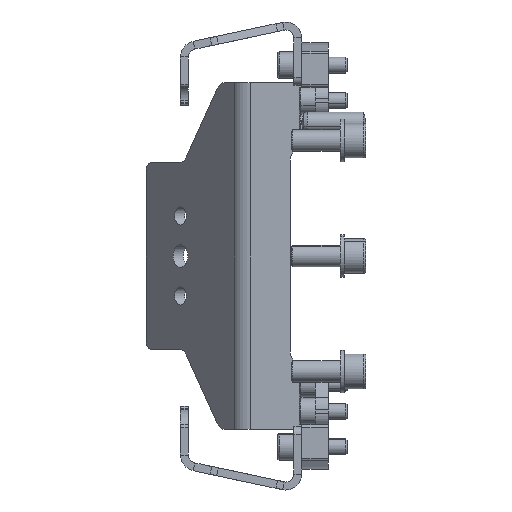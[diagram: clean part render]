
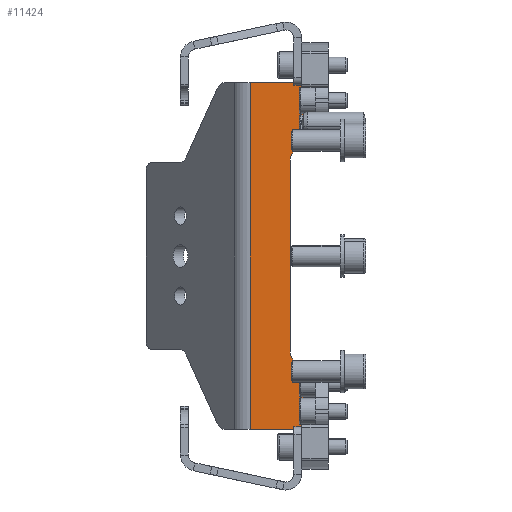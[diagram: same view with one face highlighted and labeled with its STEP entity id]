
A CAD part, front view. The second image highlights one B-rep face of the part: STEP entity #11424.
In plain terms, the highlighted planar face has unit normal (0, -1, 0).
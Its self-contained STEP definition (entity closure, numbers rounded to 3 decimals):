
#39 = ORIENTED_EDGE ( 'NONE', *, *, #5624, .F. ) ;
#383 = DIRECTION ( 'NONE',  ( -1., 0., 0. ) ) ;
#601 = LINE ( 'NONE', #3028, #4039 ) ;
#1124 = VERTEX_POINT ( 'NONE', #11531 ) ;
#1361 = VERTEX_POINT ( 'NONE', #6095 ) ;
#1390 = LINE ( 'NONE', #3768, #6719 ) ;
#1919 = ORIENTED_EDGE ( 'NONE', *, *, #1964, .T. ) ;
#1936 = ORIENTED_EDGE ( 'NONE', *, *, #11536, .T. ) ;
#1964 = EDGE_CURVE ( 'NONE', #3880, #9783, #4603, .T. ) ;
#1996 = VERTEX_POINT ( 'NONE', #3769 ) ;
#2020 = DIRECTION ( 'NONE',  ( 0., 1., 0. ) ) ;
#2095 = ORIENTED_EDGE ( 'NONE', *, *, #13898, .T. ) ;
#2179 = DIRECTION ( 'NONE',  ( -1., 0., 0. ) ) ;
#2386 = PLANE ( 'NONE',  #10247 ) ;
#2462 = FACE_OUTER_BOUND ( 'NONE', #9002, .T. ) ;
#2618 = DIRECTION ( 'NONE',  ( 0., 1., 0. ) ) ;
#2855 = EDGE_CURVE ( 'NONE', #9545, #6487, #10368, .T. ) ;
#2931 = CARTESIAN_POINT ( 'NONE',  ( 1615., 85., 1950. ) ) ;
#3028 = CARTESIAN_POINT ( 'NONE',  ( 1590.73, 85., 1820. ) ) ;
#3147 = DIRECTION ( 'NONE',  ( 1., 0., 0. ) ) ;
#3568 = DIRECTION ( 'NONE',  ( 0., 1., 0. ) ) ;
#3768 = CARTESIAN_POINT ( 'NONE',  ( 1612., 85., 1820. ) ) ;
#3769 = CARTESIAN_POINT ( 'NONE',  ( 1612., 85., 1844. ) ) ;
#3836 = CARTESIAN_POINT ( 'NONE',  ( 1605.73, 85., 1820. ) ) ;
#3880 = VERTEX_POINT ( 'NONE', #9540 ) ;
#4039 = VECTOR ( 'NONE', #4210, 1000. ) ;
#4210 = DIRECTION ( 'NONE',  ( 0., 0., 1. ) ) ;
#4264 = CARTESIAN_POINT ( 'NONE',  ( 1605.73, 85., 1849. ) ) ;
#4603 = LINE ( 'NONE', #6102, #13517 ) ;
#4751 = EDGE_CURVE ( 'NONE', #8542, #3880, #9605, .T. ) ;
#4938 = CARTESIAN_POINT ( 'NONE',  ( 1612., 85., 1926. ) ) ;
#4941 = DIRECTION ( 'NONE',  ( 0., 0., 1. ) ) ;
#5624 = EDGE_CURVE ( 'NONE', #6894, #10838, #601, .T. ) ;
#5625 = ORIENTED_EDGE ( 'NONE', *, *, #14446, .F. ) ;
#5860 = VECTOR ( 'NONE', #11059, 1000. ) ;
#6095 = CARTESIAN_POINT ( 'NONE',  ( 1612., 85., 1820. ) ) ;
#6102 = CARTESIAN_POINT ( 'NONE',  ( 1615., 85., 1926. ) ) ;
#6256 = LINE ( 'NONE', #13135, #12072 ) ;
#6275 = DIRECTION ( 'NONE',  ( 0., 0., 1. ) ) ;
#6487 = VERTEX_POINT ( 'NONE', #4264 ) ;
#6719 = VECTOR ( 'NONE', #4941, 1000. ) ;
#6792 = VECTOR ( 'NONE', #2179, 1000. ) ;
#6894 = VERTEX_POINT ( 'NONE', #7540 ) ;
#7540 = CARTESIAN_POINT ( 'NONE',  ( 1590.73, 85., 1820. ) ) ;
#7857 = CARTESIAN_POINT ( 'NONE',  ( 1610.73, 85., 1844. ) ) ;
#8542 = VERTEX_POINT ( 'NONE', #11937 ) ;
#8970 = CARTESIAN_POINT ( 'NONE',  ( 1610.73, 85., 1921. ) ) ;
#9002 = EDGE_LOOP ( 'NONE', ( #2095, #14249, #1919, #13600, #9604, #39, #5625, #1936, #12475, #13712 ) ) ;
#9540 = CARTESIAN_POINT ( 'NONE',  ( 1610.73, 85., 1926. ) ) ;
#9545 = VERTEX_POINT ( 'NONE', #7857 ) ;
#9598 = CARTESIAN_POINT ( 'NONE',  ( 1610.73, 85., 1849. ) ) ;
#9604 = ORIENTED_EDGE ( 'NONE', *, *, #15043, .T. ) ;
#9605 = CIRCLE ( 'NONE', #13295, 5. ) ;
#9783 = VERTEX_POINT ( 'NONE', #4938 ) ;
#10067 = LINE ( 'NONE', #13253, #13190 ) ;
#10142 = DIRECTION ( 'NONE',  ( 1., 0., 0. ) ) ;
#10247 = AXIS2_PLACEMENT_3D ( 'NONE', #10511, #3568, #11692 ) ;
#10310 = CARTESIAN_POINT ( 'NONE',  ( 1615., 85., 1844. ) ) ;
#10368 = CIRCLE ( 'NONE', #11133, 5. ) ;
#10511 = CARTESIAN_POINT ( 'NONE',  ( 1615., 85., 1820. ) ) ;
#10748 = DIRECTION ( 'NONE',  ( 1., 0., 0. ) ) ;
#10838 = VERTEX_POINT ( 'NONE', #13857 ) ;
#11059 = DIRECTION ( 'NONE',  ( -1., 0., 0. ) ) ;
#11133 = AXIS2_PLACEMENT_3D ( 'NONE', #9598, #2618, #10748 ) ;
#11424 = ADVANCED_FACE ( 'NONE', ( #2462 ), #2386, .F. ) ;
#11531 = CARTESIAN_POINT ( 'NONE',  ( 1612., 85., 1950. ) ) ;
#11536 = EDGE_CURVE ( 'NONE', #1361, #1996, #1390, .T. ) ;
#11692 = DIRECTION ( 'NONE',  ( 1., 0., 0. ) ) ;
#11937 = CARTESIAN_POINT ( 'NONE',  ( 1605.73, 85., 1921. ) ) ;
#11963 = DIRECTION ( 'NONE',  ( 0., 0., 1. ) ) ;
#12040 = LINE ( 'NONE', #2931, #5860 ) ;
#12072 = VECTOR ( 'NONE', #383, 1000. ) ;
#12475 = ORIENTED_EDGE ( 'NONE', *, *, #14180, .T. ) ;
#12993 = LINE ( 'NONE', #10310, #6792 ) ;
#13135 = CARTESIAN_POINT ( 'NONE',  ( 1615., 85., 1820. ) ) ;
#13190 = VECTOR ( 'NONE', #6275, 1000. ) ;
#13253 = CARTESIAN_POINT ( 'NONE',  ( 1612., 85., 1820. ) ) ;
#13295 = AXIS2_PLACEMENT_3D ( 'NONE', #8970, #2020, #10142 ) ;
#13517 = VECTOR ( 'NONE', #3147, 1000. ) ;
#13556 = LINE ( 'NONE', #3836, #13916 ) ;
#13600 = ORIENTED_EDGE ( 'NONE', *, *, #13941, .T. ) ;
#13712 = ORIENTED_EDGE ( 'NONE', *, *, #2855, .T. ) ;
#13857 = CARTESIAN_POINT ( 'NONE',  ( 1590.73, 85., 1950. ) ) ;
#13898 = EDGE_CURVE ( 'NONE', #6487, #8542, #13556, .T. ) ;
#13916 = VECTOR ( 'NONE', #11963, 1000. ) ;
#13941 = EDGE_CURVE ( 'NONE', #9783, #1124, #10067, .T. ) ;
#14180 = EDGE_CURVE ( 'NONE', #1996, #9545, #12993, .T. ) ;
#14249 = ORIENTED_EDGE ( 'NONE', *, *, #4751, .T. ) ;
#14446 = EDGE_CURVE ( 'NONE', #1361, #6894, #6256, .T. ) ;
#15043 = EDGE_CURVE ( 'NONE', #1124, #10838, #12040, .T. ) ;
